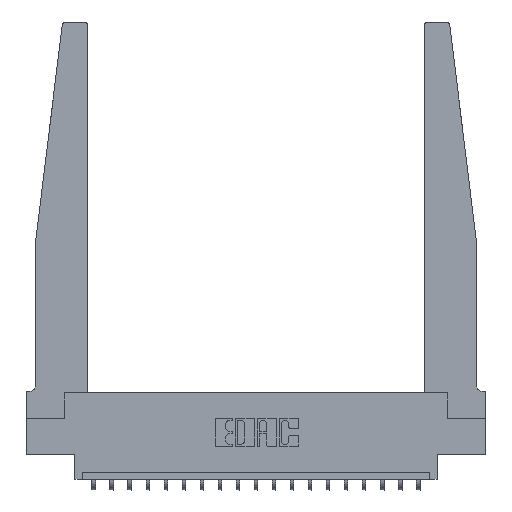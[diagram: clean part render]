
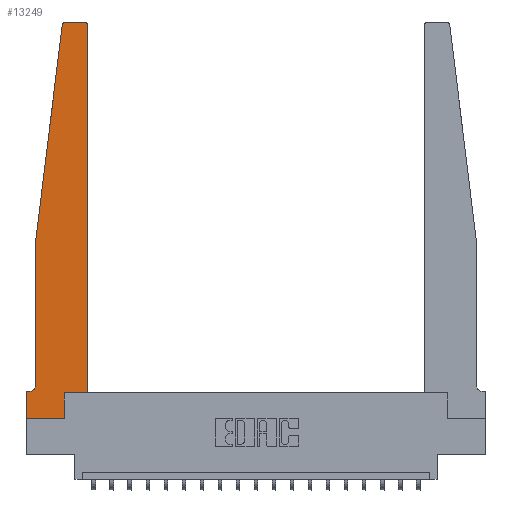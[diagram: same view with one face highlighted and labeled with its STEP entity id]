
A CAD part, top view. The second image highlights one B-rep face of the part: STEP entity #13249.
In plain terms, the highlighted planar face has unit normal (0, 0, 1).
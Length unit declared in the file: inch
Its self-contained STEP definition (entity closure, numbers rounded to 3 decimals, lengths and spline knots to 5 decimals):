
#452 = CARTESIAN_POINT ( 'NONE',  ( 0.425, 0.18, 0.37 ) ) ;
#462 = EDGE_CURVE ( 'NONE', #12621, #5341, #3353, .T. ) ;
#847 = VERTEX_POINT ( 'NONE', #1984 ) ;
#942 = DIRECTION ( 'NONE',  ( 0., 0., 1. ) ) ;
#960 = ORIENTED_EDGE ( 'NONE', *, *, #20239, .T. ) ;
#973 = VERTEX_POINT ( 'NONE', #14616 ) ;
#1736 = PLANE ( 'NONE',  #9322 ) ;
#1812 = DIRECTION ( 'NONE',  ( 0., 1., 0. ) ) ;
#1984 = CARTESIAN_POINT ( 'NONE',  ( 0.015, 0.1875, 0.37 ) ) ;
#2107 = ORIENTED_EDGE ( 'NONE', *, *, #20071, .T. ) ;
#2830 = CARTESIAN_POINT ( 'NONE',  ( 0.25, 2.75, 0.37 ) ) ;
#3353 = LINE ( 'NONE', #16189, #13075 ) ;
#3938 = LINE ( 'NONE', #11446, #9102 ) ;
#3949 = CARTESIAN_POINT ( 'NONE',  ( 0.425, 0.18, 0.37 ) ) ;
#4173 = DIRECTION ( 'NONE',  ( -1., 0., 0. ) ) ;
#4576 = ORIENTED_EDGE ( 'NONE', *, *, #7496, .T. ) ;
#4625 = VECTOR ( 'NONE', #9209, 39.37008 ) ;
#4716 = CARTESIAN_POINT ( 'NONE',  ( 0.395, 2.72, 0.37 ) ) ;
#5023 = DIRECTION ( 'NONE',  ( 0., 0., -1. ) ) ;
#5217 = DIRECTION ( 'NONE',  ( 0., 0., 1. ) ) ;
#5257 = CARTESIAN_POINT ( 'NONE',  ( 0.065, 1.25, 0.37 ) ) ;
#5287 = LINE ( 'NONE', #3949, #12585 ) ;
#5341 = VERTEX_POINT ( 'NONE', #12129 ) ;
#5769 = CIRCLE ( 'NONE', #11666, 0.03 ) ;
#7302 = ORIENTED_EDGE ( 'NONE', *, *, #13990, .T. ) ;
#7379 = CIRCLE ( 'NONE', #7693, 0.03 ) ;
#7496 = EDGE_CURVE ( 'NONE', #20156, #10841, #14138, .T. ) ;
#7693 = AXIS2_PLACEMENT_3D ( 'NONE', #4716, #9138, #15199 ) ;
#8293 = ORIENTED_EDGE ( 'NONE', *, *, #13626, .T. ) ;
#8694 = VERTEX_POINT ( 'NONE', #12010 ) ;
#8997 = CARTESIAN_POINT ( 'NONE',  ( 0., 0., 0.37 ) ) ;
#9001 = VECTOR ( 'NONE', #4173, 39.37008 ) ;
#9096 = DIRECTION ( 'NONE',  ( -1., 0., 0. ) ) ;
#9102 = VECTOR ( 'NONE', #17712, 39.37008 ) ;
#9138 = DIRECTION ( 'NONE',  ( 0., 0., 1. ) ) ;
#9192 = VERTEX_POINT ( 'NONE', #5257 ) ;
#9209 = DIRECTION ( 'NONE',  ( 0., 1., 0. ) ) ;
#9302 = DIRECTION ( 'NONE',  ( 1., 0., 0. ) ) ;
#9322 = AXIS2_PLACEMENT_3D ( 'NONE', #9639, #5217, #12830 ) ;
#9441 = CARTESIAN_POINT ( 'NONE',  ( 0.065, 1.25, 0.37 ) ) ;
#9639 = CARTESIAN_POINT ( 'NONE',  ( 0., 0.1875, 0.37 ) ) ;
#10001 = DIRECTION ( 'NONE',  ( 1., 0., 0. ) ) ;
#10440 = LINE ( 'NONE', #8997, #13687 ) ;
#10539 = VERTEX_POINT ( 'NONE', #13207 ) ;
#10576 = EDGE_CURVE ( 'NONE', #5341, #20156, #5287, .T. ) ;
#10836 = ORIENTED_EDGE ( 'NONE', *, *, #12192, .T. ) ;
#10841 = VERTEX_POINT ( 'NONE', #12952 ) ;
#11293 = VECTOR ( 'NONE', #16922, 39.37008 ) ;
#11379 = LINE ( 'NONE', #9441, #15584 ) ;
#11446 = CARTESIAN_POINT ( 'NONE',  ( 0.065, 1.25, 0.37 ) ) ;
#11666 = AXIS2_PLACEMENT_3D ( 'NONE', #11941, #942, #16463 ) ;
#11941 = CARTESIAN_POINT ( 'NONE',  ( 0.27653, 2.72, 0.37 ) ) ;
#12010 = CARTESIAN_POINT ( 'NONE',  ( 0.395, 2.75, 0.37 ) ) ;
#12081 = LINE ( 'NONE', #18644, #9001 ) ;
#12096 = EDGE_CURVE ( 'NONE', #10841, #8694, #7379, .T. ) ;
#12107 = CIRCLE ( 'NONE', #19662, 0.05 ) ;
#12129 = CARTESIAN_POINT ( 'NONE',  ( 0.2605, 0.18, 0.37 ) ) ;
#12192 = EDGE_CURVE ( 'NONE', #9192, #15144, #11379, .T. ) ;
#12476 = CARTESIAN_POINT ( 'NONE',  ( 0.065, 0.2375, 0.37 ) ) ;
#12512 = CARTESIAN_POINT ( 'NONE',  ( 0., 0., 0.37 ) ) ;
#12585 = VECTOR ( 'NONE', #10001, 39.37008 ) ;
#12621 = VERTEX_POINT ( 'NONE', #15024 ) ;
#12735 = CARTESIAN_POINT ( 'NONE',  ( 0., 0.1875, 0.37 ) ) ;
#12830 = DIRECTION ( 'NONE',  ( 1., 0., 0. ) ) ;
#12952 = CARTESIAN_POINT ( 'NONE',  ( 0.425, 2.72, 0.37 ) ) ;
#13032 = FACE_OUTER_BOUND ( 'NONE', #15094, .T. ) ;
#13075 = VECTOR ( 'NONE', #1812, 39.37008 ) ;
#13207 = CARTESIAN_POINT ( 'NONE',  ( 0., 0., 0.37 ) ) ;
#13249 = ADVANCED_FACE ( 'NONE', ( #13032 ), #1736, .T. ) ;
#13626 = EDGE_CURVE ( 'NONE', #19232, #10539, #18666, .T. ) ;
#13687 = VECTOR ( 'NONE', #9302, 39.37008 ) ;
#13720 = DIRECTION ( 'NONE',  ( -1., 0., 0. ) ) ;
#13940 = ORIENTED_EDGE ( 'NONE', *, *, #15432, .T. ) ;
#13990 = EDGE_CURVE ( 'NONE', #847, #19232, #12081, .T. ) ;
#14138 = LINE ( 'NONE', #15379, #4625 ) ;
#14367 = CARTESIAN_POINT ( 'NONE',  ( 0.015, 0.2375, 0.37 ) ) ;
#14616 = CARTESIAN_POINT ( 'NONE',  ( 0.27653, 2.75, 0.37 ) ) ;
#15024 = CARTESIAN_POINT ( 'NONE',  ( 0.2605, 0., 0.37 ) ) ;
#15094 = EDGE_LOOP ( 'NONE', ( #20110, #13940, #960, #10836, #17983, #7302, #8293, #2107, #19904, #16067, #4576, #15504 ) ) ;
#15144 = VERTEX_POINT ( 'NONE', #12476 ) ;
#15199 = DIRECTION ( 'NONE',  ( 1., 0., 0. ) ) ;
#15379 = CARTESIAN_POINT ( 'NONE',  ( 0.425, 0.18, 0.37 ) ) ;
#15432 = EDGE_CURVE ( 'NONE', #973, #20254, #5769, .T. ) ;
#15504 = ORIENTED_EDGE ( 'NONE', *, *, #12096, .T. ) ;
#15584 = VECTOR ( 'NONE', #16021, 39.37008 ) ;
#16021 = DIRECTION ( 'NONE',  ( 0., -1., 0. ) ) ;
#16067 = ORIENTED_EDGE ( 'NONE', *, *, #10576, .T. ) ;
#16189 = CARTESIAN_POINT ( 'NONE',  ( 0.2605, 0.18, 0.37 ) ) ;
#16463 = DIRECTION ( 'NONE',  ( 1., 0., 0. ) ) ;
#16897 = LINE ( 'NONE', #2830, #17030 ) ;
#16922 = DIRECTION ( 'NONE',  ( 0., -1., 0. ) ) ;
#17030 = VECTOR ( 'NONE', #9096, 39.37008 ) ;
#17389 = EDGE_CURVE ( 'NONE', #15144, #847, #12107, .T. ) ;
#17464 = EDGE_CURVE ( 'NONE', #8694, #973, #16897, .T. ) ;
#17712 = DIRECTION ( 'NONE',  ( -0.122, -0.992, 0. ) ) ;
#17908 = CARTESIAN_POINT ( 'NONE',  ( 0.24675, 2.72367, 0.37 ) ) ;
#17983 = ORIENTED_EDGE ( 'NONE', *, *, #17389, .T. ) ;
#18644 = CARTESIAN_POINT ( 'NONE',  ( 0.065, 0.1875, 0.37 ) ) ;
#18666 = LINE ( 'NONE', #12512, #11293 ) ;
#19232 = VERTEX_POINT ( 'NONE', #12735 ) ;
#19662 = AXIS2_PLACEMENT_3D ( 'NONE', #14367, #5023, #13720 ) ;
#19904 = ORIENTED_EDGE ( 'NONE', *, *, #462, .T. ) ;
#20071 = EDGE_CURVE ( 'NONE', #10539, #12621, #10440, .T. ) ;
#20110 = ORIENTED_EDGE ( 'NONE', *, *, #17464, .T. ) ;
#20156 = VERTEX_POINT ( 'NONE', #452 ) ;
#20239 = EDGE_CURVE ( 'NONE', #20254, #9192, #3938, .T. ) ;
#20254 = VERTEX_POINT ( 'NONE', #17908 ) ;
